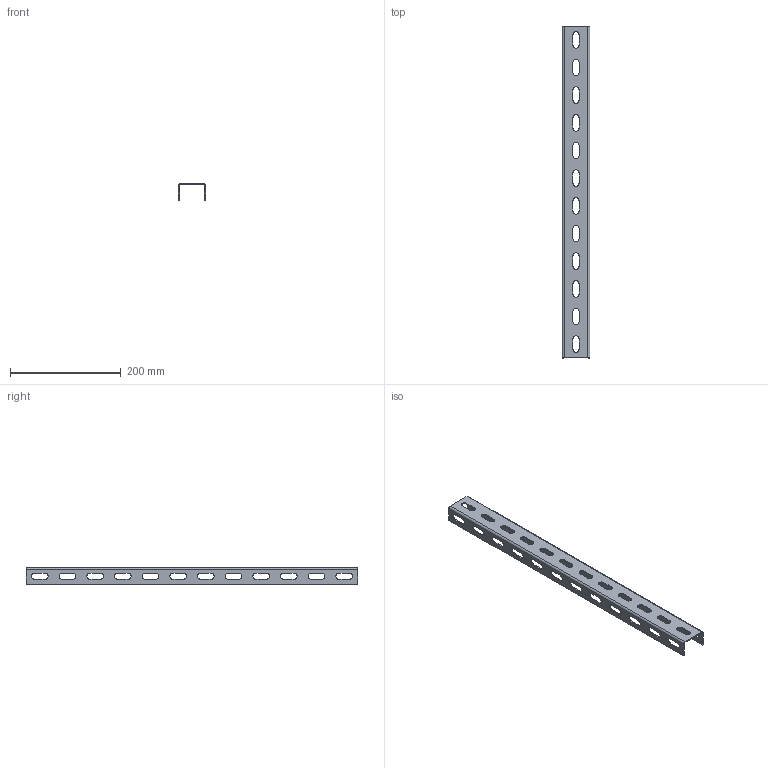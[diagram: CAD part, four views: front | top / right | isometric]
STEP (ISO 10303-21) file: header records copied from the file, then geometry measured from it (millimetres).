
FILE_DESCRIPTION((''),'2;1');
FILE_NAME('6342310','2013-07-11T',('AndreasKeweloh'),(''),'PRO/ENGINEER BY PARAMETRIC TECHNOLOGY CORPORATION, 2012360','PRO/ENGINEER BY PARAMETRIC TECHNOLOGY CORPORATION, 2012360','');
FILE_SCHEMA(('CONFIG_CONTROL_DESIGN'));
Length unit declared in the file: millimetre
Products named in the file (1): 6342310
Bounding box: 50 x 600 x 30 mm (x, y, z)
Volume: 102734.4 mm3; surface area: 110773.9 mm2
Topology: 1 solids, 1 shells, 158 faces, 468 edges, 312 vertices
Faces by surface type: plane 82, cylinder 76
Entity records: 5506 total; most frequent: CARTESIAN_POINT 938, DIRECTION 936, ORIENTED_EDGE 936, EDGE_CURVE 468, VECTOR 316, LINE 316, VERTEX_POINT 312, AXIS2_PLACEMENT_3D 310
